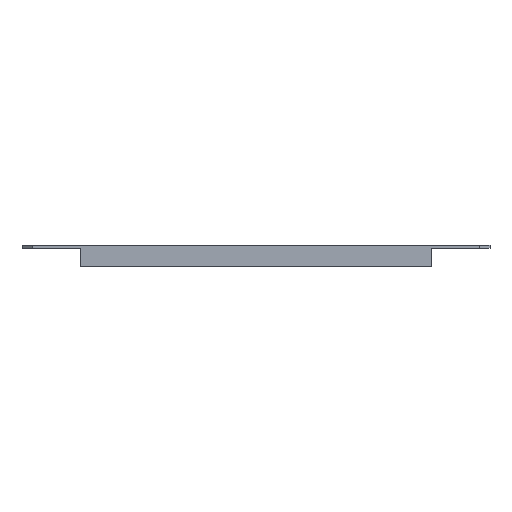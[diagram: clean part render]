
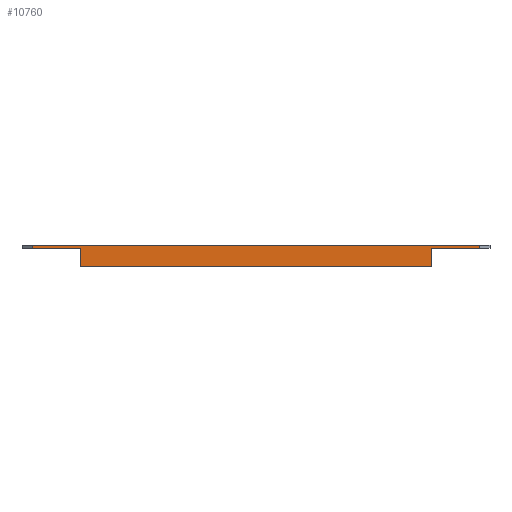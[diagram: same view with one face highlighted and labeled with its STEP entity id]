
A CAD part, front view. The second image highlights one B-rep face of the part: STEP entity #10760.
In plain terms, the highlighted planar face has unit normal (0, -1, 0).
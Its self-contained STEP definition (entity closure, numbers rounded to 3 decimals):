
#252=DIRECTION('',(1.,0.,0.));
#253=VECTOR('',#252,206.);
#254=CARTESIAN_POINT('',(6196.282,2958.11,1.5));
#255=LINE('',#254,#253);
#4581=DIRECTION('',(1.,0.,0.));
#4582=VECTOR('',#4581,162.);
#4583=CARTESIAN_POINT('',(6218.282,2958.11,-8.5));
#4584=LINE('',#4583,#4582);
#4588=DIRECTION('',(0.,0.,-1.));
#4589=VECTOR('',#4588,8.5);
#4590=CARTESIAN_POINT('',(6380.282,2958.11,0.));
#4591=LINE('',#4590,#4589);
#4609=DIRECTION('',(1.,0.,0.));
#4610=VECTOR('',#4609,22.);
#4611=CARTESIAN_POINT('',(6380.282,2958.11,0.));
#4612=LINE('',#4611,#4610);
#4616=DIRECTION('',(0.,0.,-1.));
#4617=VECTOR('',#4616,8.5);
#4618=CARTESIAN_POINT('',(6218.282,2958.11,0.));
#4619=LINE('',#4618,#4617);
#4623=DIRECTION('',(1.,0.,0.));
#4624=VECTOR('',#4623,22.);
#4625=CARTESIAN_POINT('',(6196.282,2958.11,0.));
#4626=LINE('',#4625,#4624);
#4630=DIRECTION('',(0.,0.,-1.));
#4631=VECTOR('',#4630,1.5);
#4632=CARTESIAN_POINT('',(6196.282,2958.11,1.5));
#4633=LINE('',#4632,#4631);
#4637=DIRECTION('',(0.,0.,-1.));
#4638=VECTOR('',#4637,1.5);
#4639=CARTESIAN_POINT('',(6402.282,2958.11,1.5));
#4640=LINE('',#4639,#4638);
#4673=CARTESIAN_POINT('',(6196.282,2958.11,1.5));
#4675=VERTEX_POINT('',#4673);
#4678=CARTESIAN_POINT('',(6196.282,2958.11,0.));
#4679=VERTEX_POINT('',#4678);
#4700=CARTESIAN_POINT('',(6402.282,2958.11,1.5));
#4701=VERTEX_POINT('',#4700);
#4702=CARTESIAN_POINT('',(6402.282,2958.11,0.));
#4703=VERTEX_POINT('',#4702);
#5496=CARTESIAN_POINT('',(6380.282,2958.11,-8.5));
#5498=VERTEX_POINT('',#5496);
#5502=CARTESIAN_POINT('',(6218.282,2958.11,-8.5));
#5503=VERTEX_POINT('',#5502);
#5512=CARTESIAN_POINT('',(6380.282,2958.11,0.));
#5514=VERTEX_POINT('',#5512);
#5518=CARTESIAN_POINT('',(6218.282,2958.11,0.));
#5519=VERTEX_POINT('',#5518);
#10744=CARTESIAN_POINT('',(6299.282,2958.11,0.));
#10745=DIRECTION('',(0.,-1.,0.));
#10746=DIRECTION('',(1.,0.,0.));
#10747=AXIS2_PLACEMENT_3D('',#10744,#10745,#10746);
#10748=PLANE('',#10747);
#10749=ORIENTED_EDGE('',*,*,#6111,.F.);
#10750=ORIENTED_EDGE('',*,*,#10692,.T.);
#10751=ORIENTED_EDGE('',*,*,#10671,.F.);
#10752=ORIENTED_EDGE('',*,*,#10730,.F.);
#10753=ORIENTED_EDGE('',*,*,#6103,.F.);
#10754=ORIENTED_EDGE('',*,*,#5527,.F.);
#10755=ORIENTED_EDGE('',*,*,#5561,.T.);
#10757=ORIENTED_EDGE('',*,*,#10756,.T.);
#10758=EDGE_LOOP('',(#10749,#10750,#10751,#10752,#10753,#10754,#10755,#10757));
#10759=FACE_OUTER_BOUND('',#10758,.F.);
#5527=EDGE_CURVE('',#4675,#4679,#4633,.T.);
#5561=EDGE_CURVE('',#4675,#4701,#255,.T.);
#6103=EDGE_CURVE('',#4679,#5519,#4626,.T.);
#6111=EDGE_CURVE('',#5514,#4703,#4612,.T.);
#10671=EDGE_CURVE('',#5503,#5498,#4584,.T.);
#10692=EDGE_CURVE('',#5514,#5498,#4591,.T.);
#10730=EDGE_CURVE('',#5519,#5503,#4619,.T.);
#10756=EDGE_CURVE('',#4701,#4703,#4640,.T.);
#10760=ADVANCED_FACE('',(#10759),#10748,.T.);
